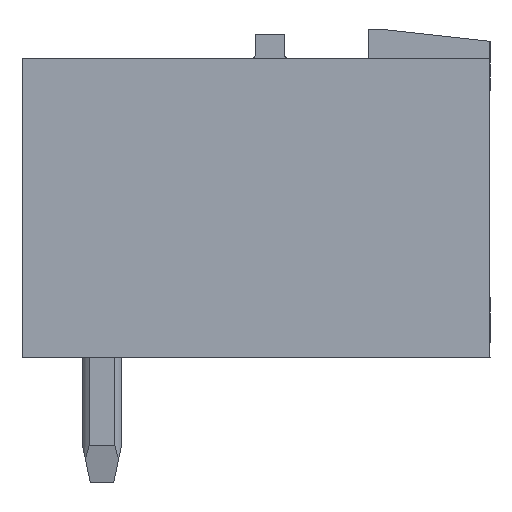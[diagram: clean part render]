
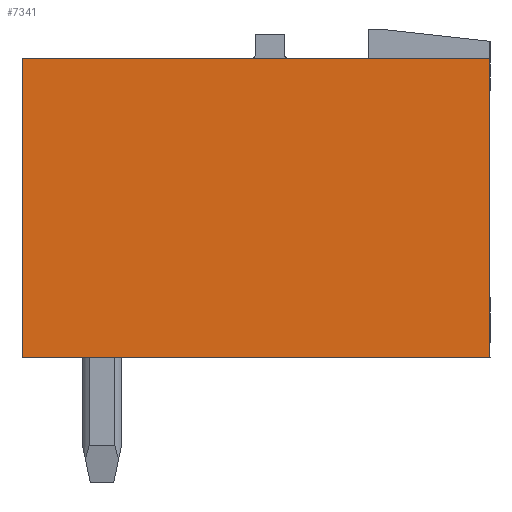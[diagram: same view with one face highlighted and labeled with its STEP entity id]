
A CAD part, left-side view. The second image highlights one B-rep face of the part: STEP entity #7341.
In plain terms, the highlighted planar face has unit normal (-1, 0, 0).
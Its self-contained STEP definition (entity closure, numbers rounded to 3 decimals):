
#7333=AXIS2_PLACEMENT_3D('Plane Axis2P3D',#7330,#7331,#7332) ;
#485=CARTESIAN_POINT('Vertex',(0.,12.,10.88)) ;
#488=CARTESIAN_POINT('Line Origine',(0.,6.,10.88)) ;
#492=CARTESIAN_POINT('Vertex',(0.,0.,10.88)) ;
#743=CARTESIAN_POINT('Vertex',(0.,12.,3.2)) ;
#746=CARTESIAN_POINT('Line Origine',(0.,12.,7.04)) ;
#774=CARTESIAN_POINT('Vertex',(0.,0.,3.2)) ;
#777=CARTESIAN_POINT('Line Origine',(0.,6.,3.2)) ;
#3762=CARTESIAN_POINT('Line Origine',(0.,0.,7.04)) ;
#7330=CARTESIAN_POINT('Axis2P3D Location',(0.,0.,0.)) ;
#489=DIRECTION('Vector Direction',(0.,1.,0.)) ;
#747=DIRECTION('Vector Direction',(0.,0.,1.)) ;
#778=DIRECTION('Vector Direction',(0.,1.,0.)) ;
#3763=DIRECTION('Vector Direction',(0.,0.,-1.)) ;
#7331=DIRECTION('Axis2P3D Direction',(-1.,0.,0.)) ;
#7332=DIRECTION('Axis2P3D XDirection',(0.,-1.,0.)) ;
#490=VECTOR('Line Direction',#489,1.) ;
#748=VECTOR('Line Direction',#747,1.) ;
#779=VECTOR('Line Direction',#778,1.) ;
#3764=VECTOR('Line Direction',#3763,1.) ;
#7336=ORIENTED_EDGE('',*,*,#3766,.T.) ;
#7337=ORIENTED_EDGE('',*,*,#494,.T.) ;
#7338=ORIENTED_EDGE('',*,*,#750,.T.) ;
#7339=ORIENTED_EDGE('',*,*,#781,.T.) ;
#7341=ADVANCED_FACE('Housing',(#7340),#7334,.T.) ;
#494=EDGE_CURVE('',#493,#486,#491,.T.) ;
#750=EDGE_CURVE('',#486,#744,#749,.F.) ;
#781=EDGE_CURVE('',#744,#775,#780,.F.) ;
#3766=EDGE_CURVE('',#775,#493,#3765,.F.) ;
#7335=EDGE_LOOP('',(#7336,#7337,#7338,#7339)) ;
#7340=FACE_OUTER_BOUND('',#7335,.T.) ;
#491=LINE('Line',#488,#490) ;
#749=LINE('Line',#746,#748) ;
#780=LINE('Line',#777,#779) ;
#3765=LINE('Line',#3762,#3764) ;
#7334=PLANE('',#7333) ;
#486=VERTEX_POINT('',#485) ;
#493=VERTEX_POINT('',#492) ;
#744=VERTEX_POINT('',#743) ;
#775=VERTEX_POINT('',#774) ;
